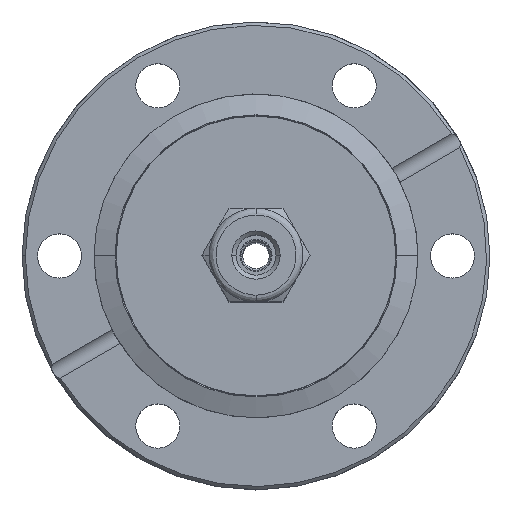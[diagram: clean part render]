
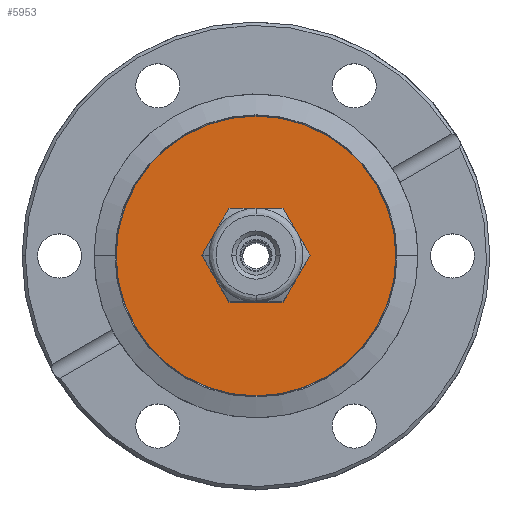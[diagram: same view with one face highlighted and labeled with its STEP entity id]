
A CAD part, top view. The second image highlights one B-rep face of the part: STEP entity #5953.
In plain terms, the highlighted planar face has unit normal (0, 0, 1).
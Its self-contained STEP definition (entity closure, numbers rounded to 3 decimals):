
#461 = DIRECTION ( 'NONE',  ( 1., 0., 0. ) ) ;
#777 = DIRECTION ( 'NONE',  ( 0., 0., 1. ) ) ;
#860 = CIRCLE ( 'NONE', #1773, 20.898 ) ;
#919 = CARTESIAN_POINT ( 'NONE',  ( -5.11, 0., -1.2 ) ) ;
#1128 = CARTESIAN_POINT ( 'NONE',  ( 0., 0., -1.2 ) ) ;
#1545 = ORIENTED_EDGE ( 'NONE', *, *, #8991, .T. ) ;
#1757 = CARTESIAN_POINT ( 'NONE',  ( 0., 0., -1.2 ) ) ;
#1773 = AXIS2_PLACEMENT_3D ( 'NONE', #5207, #777, #5959 ) ;
#1889 = DIRECTION ( 'NONE',  ( 1., 0., 0. ) ) ;
#2255 = VERTEX_POINT ( 'NONE', #6339 ) ;
#2511 = DIRECTION ( 'NONE',  ( 1., 0., 0. ) ) ;
#2787 = CARTESIAN_POINT ( 'NONE',  ( 0., 0., -1.2 ) ) ;
#2992 = EDGE_CURVE ( 'NONE', #4681, #2255, #4410, .T. ) ;
#3344 = PLANE ( 'NONE',  #6837 ) ;
#3536 = DIRECTION ( 'NONE',  ( 1., 0., 0. ) ) ;
#4219 = VERTEX_POINT ( 'NONE', #919 ) ;
#4410 = CIRCLE ( 'NONE', #7936, 20.898 ) ;
#4681 = VERTEX_POINT ( 'NONE', #9414 ) ;
#4771 = CIRCLE ( 'NONE', #8994, 5.11 ) ;
#4836 = EDGE_LOOP ( 'NONE', ( #1545, #6979 ) ) ;
#4920 = DIRECTION ( 'NONE',  ( 0., 0., 1. ) ) ;
#5207 = CARTESIAN_POINT ( 'NONE',  ( 0., 0., -1.2 ) ) ;
#5375 = VERTEX_POINT ( 'NONE', #8884 ) ;
#5668 = FACE_OUTER_BOUND ( 'NONE', #4836, .T. ) ;
#5711 = ORIENTED_EDGE ( 'NONE', *, *, #9155, .F. ) ;
#5735 = EDGE_LOOP ( 'NONE', ( #5958, #5711 ) ) ;
#5953 = ADVANCED_FACE ( 'NONE', ( #7642, #5668 ), #3344, .T. ) ;
#5958 = ORIENTED_EDGE ( 'NONE', *, *, #6568, .F. ) ;
#5959 = DIRECTION ( 'NONE',  ( 1., 0., 0. ) ) ;
#6316 = DIRECTION ( 'NONE',  ( 0., 0., 1. ) ) ;
#6339 = CARTESIAN_POINT ( 'NONE',  ( 20.898, 0., -1.2 ) ) ;
#6568 = EDGE_CURVE ( 'NONE', #4219, #5375, #8403, .T. ) ;
#6837 = AXIS2_PLACEMENT_3D ( 'NONE', #1128, #6316, #1889 ) ;
#6941 = DIRECTION ( 'NONE',  ( 0., 0., 1. ) ) ;
#6979 = ORIENTED_EDGE ( 'NONE', *, *, #2992, .T. ) ;
#7642 = FACE_BOUND ( 'NONE', #5735, .T. ) ;
#7936 = AXIS2_PLACEMENT_3D ( 'NONE', #2787, #7947, #3536 ) ;
#7947 = DIRECTION ( 'NONE',  ( 0., 0., 1. ) ) ;
#8403 = CIRCLE ( 'NONE', #8724, 5.11 ) ;
#8724 = AXIS2_PLACEMENT_3D ( 'NONE', #9283, #4920, #461 ) ;
#8884 = CARTESIAN_POINT ( 'NONE',  ( 5.11, 0., -1.2 ) ) ;
#8991 = EDGE_CURVE ( 'NONE', #2255, #4681, #860, .T. ) ;
#8994 = AXIS2_PLACEMENT_3D ( 'NONE', #1757, #6941, #2511 ) ;
#9155 = EDGE_CURVE ( 'NONE', #5375, #4219, #4771, .T. ) ;
#9283 = CARTESIAN_POINT ( 'NONE',  ( 0., 0., -1.2 ) ) ;
#9414 = CARTESIAN_POINT ( 'NONE',  ( -20.898, 0., -1.2 ) ) ;
